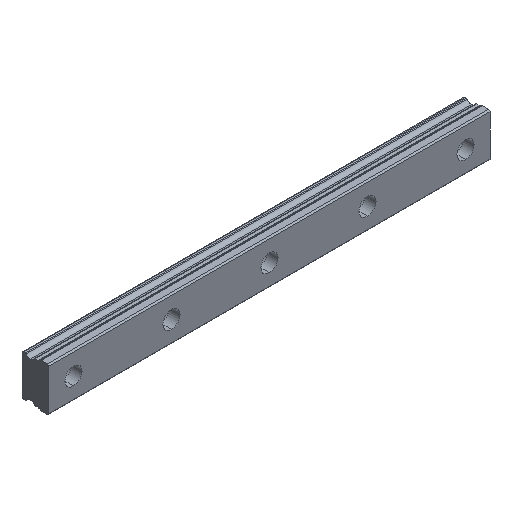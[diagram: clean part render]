
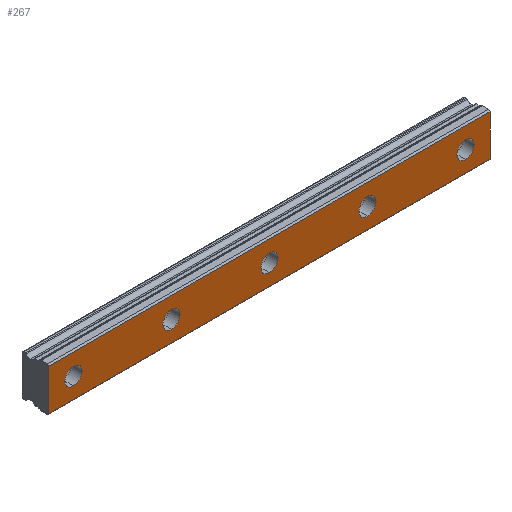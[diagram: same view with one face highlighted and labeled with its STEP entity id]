
A CAD part, isometric view. The second image highlights one B-rep face of the part: STEP entity #267.
In plain terms, the highlighted planar face has unit normal (0, -1, 0).
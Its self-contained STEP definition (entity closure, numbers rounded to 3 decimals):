
#15 = DIRECTION ( 'NONE',  ( 0., 0., 1. ) ) ;
#16 = ORIENTED_EDGE ( 'NONE', *, *, #1413, .F. ) ;
#33 = DIRECTION ( 'NONE',  ( 0., 0., 1. ) ) ;
#57 = DIRECTION ( 'NONE',  ( 0., -1., 0. ) ) ;
#60 = CARTESIAN_POINT ( 'NONE',  ( 85., 0., 4.2 ) ) ;
#78 = VERTEX_POINT ( 'NONE', #994 ) ;
#122 = CARTESIAN_POINT ( 'NONE',  ( 85., 0., 4.2 ) ) ;
#125 = CARTESIAN_POINT ( 'NONE',  ( 20., 0., 0. ) ) ;
#126 = CARTESIAN_POINT ( 'NONE',  ( 0., 0., -1.75 ) ) ;
#128 = EDGE_CURVE ( 'NONE', #1092, #1627, #615, .T. ) ;
#134 = DIRECTION ( 'NONE',  ( 0., 1., 0. ) ) ;
#142 = DIRECTION ( 'NONE',  ( 0., 0., 1. ) ) ;
#207 = CARTESIAN_POINT ( 'NONE',  ( 85., 0., 4.2 ) ) ;
#213 = DIRECTION ( 'NONE',  ( 0., 0., 1. ) ) ;
#244 = CIRCLE ( 'NONE', #777, 1.75 ) ;
#264 = CARTESIAN_POINT ( 'NONE',  ( 20., 0., 0. ) ) ;
#267 = ADVANCED_FACE ( 'NONE', ( #711, #702, #852, #1657, #269, #560 ), #970, .F. ) ;
#269 = FACE_BOUND ( 'NONE', #1762, .T. ) ;
#270 = DIRECTION ( 'NONE',  ( 0., 0., 1. ) ) ;
#273 = EDGE_CURVE ( 'NONE', #437, #1022, #1116, .T. ) ;
#280 = VECTOR ( 'NONE', #1368, 1000. ) ;
#293 = EDGE_CURVE ( 'NONE', #673, #1439, #1027, .T. ) ;
#310 = VERTEX_POINT ( 'NONE', #554 ) ;
#329 = CIRCLE ( 'NONE', #1345, 1.75 ) ;
#331 = DIRECTION ( 'NONE',  ( 0., -1., 0. ) ) ;
#333 = AXIS2_PLACEMENT_3D ( 'NONE', #470, #1712, #479 ) ;
#353 = CARTESIAN_POINT ( 'NONE',  ( 85., 0., -4.2 ) ) ;
#359 = CIRCLE ( 'NONE', #832, 1.75 ) ;
#365 = EDGE_LOOP ( 'NONE', ( #1580, #1659 ) ) ;
#369 = CARTESIAN_POINT ( 'NONE',  ( 60., 0., 0. ) ) ;
#375 = ORIENTED_EDGE ( 'NONE', *, *, #128, .F. ) ;
#429 = DIRECTION ( 'NONE',  ( 0., -1., 0. ) ) ;
#437 = VERTEX_POINT ( 'NONE', #1438 ) ;
#466 = CARTESIAN_POINT ( 'NONE',  ( 60., 0., -1.75 ) ) ;
#470 = CARTESIAN_POINT ( 'NONE',  ( 40., 0., 0. ) ) ;
#479 = DIRECTION ( 'NONE',  ( 0., 0., 1. ) ) ;
#481 = CIRCLE ( 'NONE', #1427, 1.75 ) ;
#504 = VERTEX_POINT ( 'NONE', #466 ) ;
#514 = CIRCLE ( 'NONE', #333, 1.75 ) ;
#519 = DIRECTION ( 'NONE',  ( 0., 0., -1. ) ) ;
#529 = DIRECTION ( 'NONE',  ( 0., -1., 0. ) ) ;
#544 = EDGE_CURVE ( 'NONE', #1627, #589, #1598, .T. ) ;
#554 = CARTESIAN_POINT ( 'NONE',  ( 20., 0., 1.75 ) ) ;
#555 = CARTESIAN_POINT ( 'NONE',  ( 60., 0., 1.75 ) ) ;
#559 = ORIENTED_EDGE ( 'NONE', *, *, #293, .F. ) ;
#560 = FACE_BOUND ( 'NONE', #365, .T. ) ;
#571 = CARTESIAN_POINT ( 'NONE',  ( 40., 0., 0. ) ) ;
#572 = ORIENTED_EDGE ( 'NONE', *, *, #1109, .F. ) ;
#575 = DIRECTION ( 'NONE',  ( -1., 0., 0. ) ) ;
#581 = ORIENTED_EDGE ( 'NONE', *, *, #600, .F. ) ;
#589 = VERTEX_POINT ( 'NONE', #353 ) ;
#600 = EDGE_CURVE ( 'NONE', #1254, #78, #359, .T. ) ;
#615 = LINE ( 'NONE', #60, #1776 ) ;
#631 = AXIS2_PLACEMENT_3D ( 'NONE', #125, #1228, #1480 ) ;
#639 = CARTESIAN_POINT ( 'NONE',  ( 80., 0., 0. ) ) ;
#648 = CARTESIAN_POINT ( 'NONE',  ( 0., 0., 0. ) ) ;
#654 = ORIENTED_EDGE ( 'NONE', *, *, #1231, .F. ) ;
#673 = VERTEX_POINT ( 'NONE', #707 ) ;
#678 = EDGE_CURVE ( 'NONE', #310, #1447, #329, .T. ) ;
#702 = FACE_BOUND ( 'NONE', #820, .T. ) ;
#707 = CARTESIAN_POINT ( 'NONE',  ( 40., 0., 1.75 ) ) ;
#711 = FACE_OUTER_BOUND ( 'NONE', #894, .T. ) ;
#747 = VECTOR ( 'NONE', #519, 1000. ) ;
#749 = ORIENTED_EDGE ( 'NONE', *, *, #1280, .F. ) ;
#777 = AXIS2_PLACEMENT_3D ( 'NONE', #369, #886, #33 ) ;
#779 = EDGE_CURVE ( 'NONE', #1057, #1092, #1244, .T. ) ;
#820 = EDGE_LOOP ( 'NONE', ( #1197, #654 ) ) ;
#826 = ORIENTED_EDGE ( 'NONE', *, *, #1243, .F. ) ;
#832 = AXIS2_PLACEMENT_3D ( 'NONE', #1777, #1586, #1325 ) ;
#839 = DIRECTION ( 'NONE',  ( 0., -1., 0. ) ) ;
#842 = EDGE_CURVE ( 'NONE', #1412, #504, #244, .T. ) ;
#852 = FACE_BOUND ( 'NONE', #1125, .T. ) ;
#886 = DIRECTION ( 'NONE',  ( 0., -1., 0. ) ) ;
#894 = EDGE_LOOP ( 'NONE', ( #572, #1077, #375, #1178 ) ) ;
#930 = EDGE_LOOP ( 'NONE', ( #1212, #16 ) ) ;
#949 = AXIS2_PLACEMENT_3D ( 'NONE', #1087, #529, #270 ) ;
#970 = PLANE ( 'NONE',  #1425 ) ;
#986 = CARTESIAN_POINT ( 'NONE',  ( 85., 0., -4.2 ) ) ;
#990 = CARTESIAN_POINT ( 'NONE',  ( 85., 0., 4.2 ) ) ;
#993 = DIRECTION ( 'NONE',  ( 0., 0., 1. ) ) ;
#994 = CARTESIAN_POINT ( 'NONE',  ( 80., 0., -1.75 ) ) ;
#1009 = CARTESIAN_POINT ( 'NONE',  ( -5., 0., -4.2 ) ) ;
#1021 = DIRECTION ( 'NONE',  ( 1., 0., 0. ) ) ;
#1022 = VERTEX_POINT ( 'NONE', #126 ) ;
#1027 = CIRCLE ( 'NONE', #1257, 1.75 ) ;
#1038 = CARTESIAN_POINT ( 'NONE',  ( 80., 0., 1.75 ) ) ;
#1057 = VERTEX_POINT ( 'NONE', #1009 ) ;
#1077 = ORIENTED_EDGE ( 'NONE', *, *, #544, .F. ) ;
#1087 = CARTESIAN_POINT ( 'NONE',  ( 60., 0., 0. ) ) ;
#1091 = AXIS2_PLACEMENT_3D ( 'NONE', #648, #331, #213 ) ;
#1092 = VERTEX_POINT ( 'NONE', #1406 ) ;
#1109 = EDGE_CURVE ( 'NONE', #589, #1057, #1398, .T. ) ;
#1116 = CIRCLE ( 'NONE', #1565, 1.75 ) ;
#1125 = EDGE_LOOP ( 'NONE', ( #581, #749 ) ) ;
#1147 = CIRCLE ( 'NONE', #1091, 1.75 ) ;
#1178 = ORIENTED_EDGE ( 'NONE', *, *, #779, .F. ) ;
#1197 = ORIENTED_EDGE ( 'NONE', *, *, #273, .F. ) ;
#1198 = DIRECTION ( 'NONE',  ( 0., 0., 1. ) ) ;
#1212 = ORIENTED_EDGE ( 'NONE', *, *, #842, .F. ) ;
#1228 = DIRECTION ( 'NONE',  ( 0., -1., 0. ) ) ;
#1231 = EDGE_CURVE ( 'NONE', #1022, #437, #1147, .T. ) ;
#1243 = EDGE_CURVE ( 'NONE', #1439, #673, #514, .T. ) ;
#1244 = LINE ( 'NONE', #1638, #280 ) ;
#1254 = VERTEX_POINT ( 'NONE', #1038 ) ;
#1255 = DIRECTION ( 'NONE',  ( 0., -1., 0. ) ) ;
#1257 = AXIS2_PLACEMENT_3D ( 'NONE', #571, #839, #1404 ) ;
#1280 = EDGE_CURVE ( 'NONE', #78, #1254, #481, .T. ) ;
#1325 = DIRECTION ( 'NONE',  ( 0., 0., 1. ) ) ;
#1345 = AXIS2_PLACEMENT_3D ( 'NONE', #264, #429, #993 ) ;
#1349 = VECTOR ( 'NONE', #575, 1000. ) ;
#1368 = DIRECTION ( 'NONE',  ( 0., 0., 1. ) ) ;
#1389 = CARTESIAN_POINT ( 'NONE',  ( 0., 0., 0. ) ) ;
#1398 = LINE ( 'NONE', #986, #1349 ) ;
#1401 = CIRCLE ( 'NONE', #631, 1.75 ) ;
#1404 = DIRECTION ( 'NONE',  ( 0., 0., 1. ) ) ;
#1406 = CARTESIAN_POINT ( 'NONE',  ( -5., 0., 4.2 ) ) ;
#1412 = VERTEX_POINT ( 'NONE', #555 ) ;
#1413 = EDGE_CURVE ( 'NONE', #504, #1412, #1661, .T. ) ;
#1424 = EDGE_CURVE ( 'NONE', #1447, #310, #1401, .T. ) ;
#1425 = AXIS2_PLACEMENT_3D ( 'NONE', #990, #134, #15 ) ;
#1427 = AXIS2_PLACEMENT_3D ( 'NONE', #639, #57, #1198 ) ;
#1438 = CARTESIAN_POINT ( 'NONE',  ( 0., 0., 1.75 ) ) ;
#1439 = VERTEX_POINT ( 'NONE', #1604 ) ;
#1447 = VERTEX_POINT ( 'NONE', #1499 ) ;
#1480 = DIRECTION ( 'NONE',  ( 0., 0., 1. ) ) ;
#1499 = CARTESIAN_POINT ( 'NONE',  ( 20., 0., -1.75 ) ) ;
#1565 = AXIS2_PLACEMENT_3D ( 'NONE', #1389, #1255, #142 ) ;
#1580 = ORIENTED_EDGE ( 'NONE', *, *, #678, .F. ) ;
#1586 = DIRECTION ( 'NONE',  ( 0., -1., 0. ) ) ;
#1598 = LINE ( 'NONE', #122, #747 ) ;
#1604 = CARTESIAN_POINT ( 'NONE',  ( 40., 0., -1.75 ) ) ;
#1627 = VERTEX_POINT ( 'NONE', #207 ) ;
#1638 = CARTESIAN_POINT ( 'NONE',  ( -5., 0., 4.2 ) ) ;
#1657 = FACE_BOUND ( 'NONE', #930, .T. ) ;
#1659 = ORIENTED_EDGE ( 'NONE', *, *, #1424, .F. ) ;
#1661 = CIRCLE ( 'NONE', #949, 1.75 ) ;
#1712 = DIRECTION ( 'NONE',  ( 0., -1., 0. ) ) ;
#1762 = EDGE_LOOP ( 'NONE', ( #559, #826 ) ) ;
#1776 = VECTOR ( 'NONE', #1021, 1000. ) ;
#1777 = CARTESIAN_POINT ( 'NONE',  ( 80., 0., 0. ) ) ;
